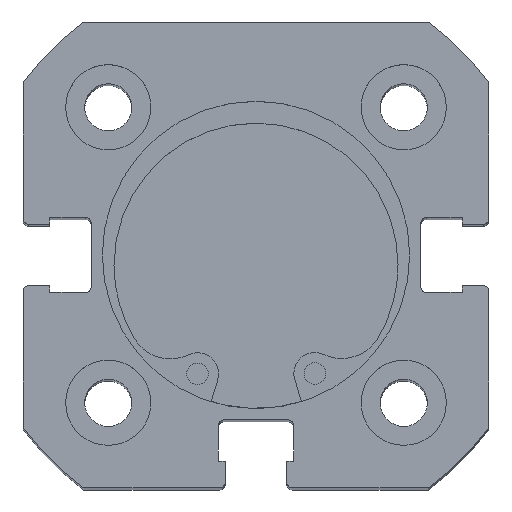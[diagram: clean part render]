
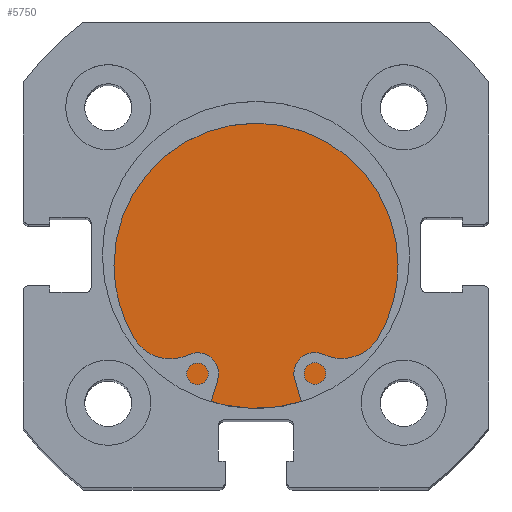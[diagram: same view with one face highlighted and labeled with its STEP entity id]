
A CAD part, top view. The second image highlights one B-rep face of the part: STEP entity #5750.
In plain terms, the highlighted face is planar.
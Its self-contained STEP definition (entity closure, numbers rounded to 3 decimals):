
#295 = AXIS2_PLACEMENT_3D ( 'NONE', #2806, #2821, #2822 ) ;
#301 = AXIS2_PLACEMENT_3D ( 'NONE', #2844, #2851, #2852 ) ;
#483 = AXIS2_PLACEMENT_3D ( 'NONE', #5224, #5227, #5228 ) ;
#1522 = ORIENTED_EDGE ( 'NONE', *, *, #4580, .F. ) ;
#1525 = ORIENTED_EDGE ( 'NONE', *, *, #4592, .F. ) ;
#2768 = CARTESIAN_POINT ( 'NONE',  ( 6., 0., -13.5 ) ) ;
#2769 = CARTESIAN_POINT ( 'NONE',  ( 6., 0., 13.5 ) ) ;
#2806 = CARTESIAN_POINT ( 'NONE',  ( 6., 0., 0. ) ) ;
#2821 = DIRECTION ( 'NONE',  ( -1., 0., 0. ) ) ;
#2822 = DIRECTION ( 'NONE',  ( 0., 0., 1. ) ) ;
#2844 = CARTESIAN_POINT ( 'NONE',  ( 6., 0., 0. ) ) ;
#2851 = DIRECTION ( 'NONE',  ( -1., 0., 0. ) ) ;
#2852 = DIRECTION ( 'NONE',  ( 0., 0., 1. ) ) ;
#3505 = FACE_OUTER_BOUND ( 'NONE', #4130, .T. ) ;
#3939 = CIRCLE ( 'NONE', #295, 13.5 ) ;
#3965 = CIRCLE ( 'NONE', #301, 13.5 ) ;
#4130 = EDGE_LOOP ( 'NONE', ( #1525, #1522 ) ) ;
#4548 = VERTEX_POINT ( 'NONE', #2768 ) ;
#4549 = VERTEX_POINT ( 'NONE', #2769 ) ;
#4580 = EDGE_CURVE ( 'NONE', #4548, #4549, #3939, .T. ) ;
#4592 = EDGE_CURVE ( 'NONE', #4549, #4548, #3965, .T. ) ;
#5224 = CARTESIAN_POINT ( 'NONE',  ( 6., 13.5, 0. ) ) ;
#5225 = PLANE ( 'NONE',  #483 ) ;
#5227 = DIRECTION ( 'NONE',  ( -1., 0., 0. ) ) ;
#5228 = DIRECTION ( 'NONE',  ( 0., 0., 1. ) ) ;
#5750 = ADVANCED_FACE ( 'NONE', ( #3505 ), #5225, .F. ) ;
